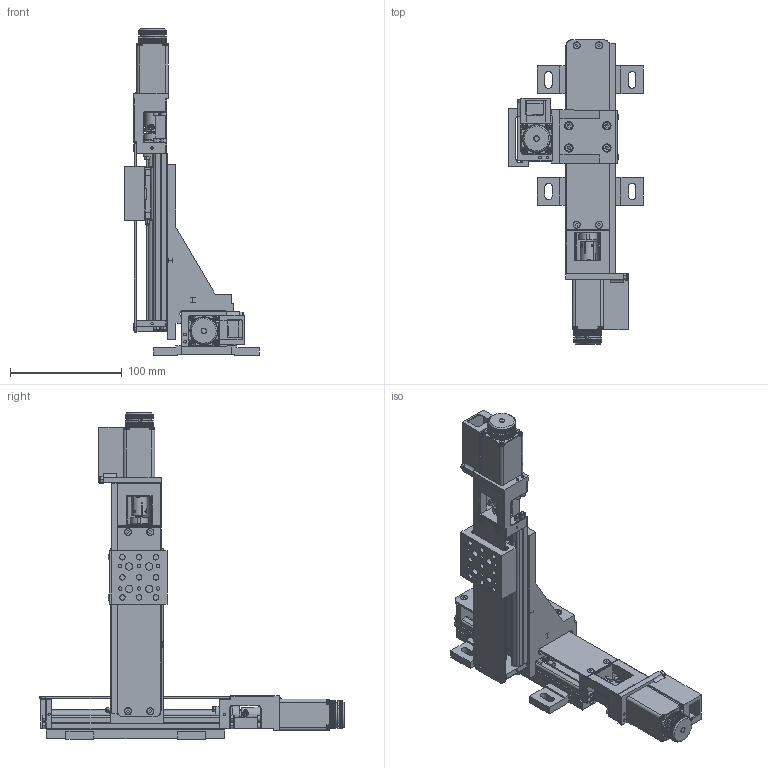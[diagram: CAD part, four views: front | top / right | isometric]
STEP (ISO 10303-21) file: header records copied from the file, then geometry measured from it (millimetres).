
FILE_DESCRIPTION(/* description */ (''),/* implementation_level */ '2;1');
FILE_NAME(/* name */ '03_TS86-SM2-XZ1',/* time_stamp */ '2025-05-26T17:55:44+03:00',/* author */ (''),/* organization */ (''),/* preprocessor_version */ 'ST-DEVELOPER v16.5',/* originating_system */ 'Rhino 7.34',/* authorisation */ '');
FILE_SCHEMA (('AUTOMOTIVE_DESIGN'));
Products named in the file (1): Document
Bounding box: 120.7 x 272.8 x 293 mm (x, y, z)
Volume: 601438 mm3; surface area: 242168.6 mm2
Topology: 1 solids, 9 shells, 4820 faces, 13892 edges, 9167 vertices
Faces by surface type: plane 2906, cylinder 1326, bspline 588
Entity records: 166863 total; most frequent: CARTESIAN_POINT 79393, ORIENTED_EDGE 27548, EDGE_CURVE 13790, VERTEX_POINT 9167, B_SPLINE_CURVE_WITH_KNOTS 8961, EDGE_LOOP 5217, ADVANCED_FACE 4820, FACE_OUTER_BOUND 4820
